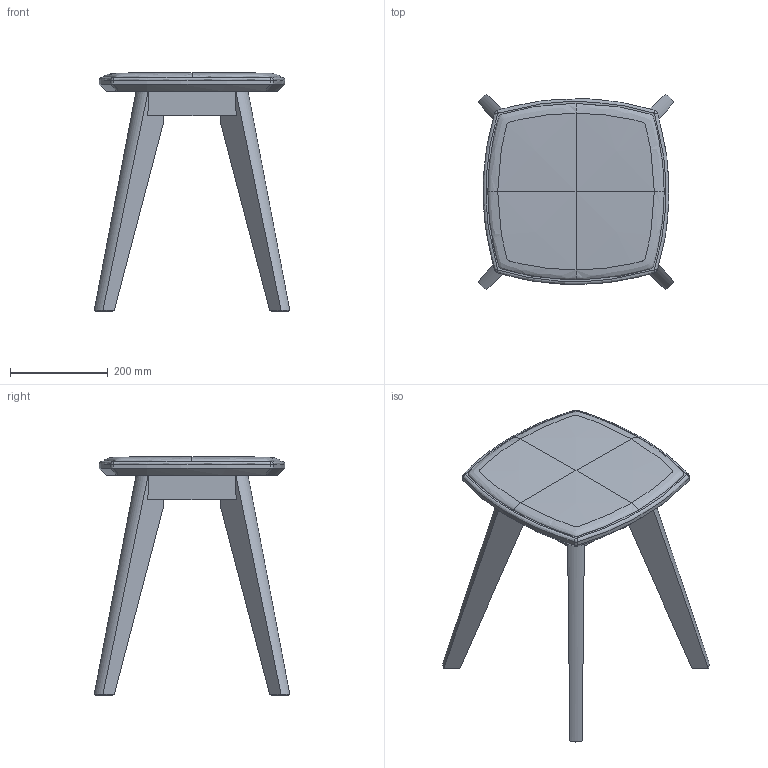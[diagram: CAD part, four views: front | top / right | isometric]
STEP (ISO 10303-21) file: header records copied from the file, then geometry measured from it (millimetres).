
FILE_DESCRIPTION(/* description */ (''),/* implementation_level */ '2;1');
FILE_NAME(/* name */ 'WITTYW~1',/* time_stamp */ '2017-10-02T15:39:40+02:00',/* author */ (''),/* organization */ (''),/* preprocessor_version */ 'ST-DEVELOPER v15',/* originating_system */ '',/* authorisation */ '');
FILE_SCHEMA (('CONFIG_CONTROL_DESIGN'));
Length unit declared in the file: millimetre
Products named in the file (1): Document
Bounding box: 399.54 x 399.54 x 488 mm (x, y, z)
Volume: 7611770 mm3; surface area: 879926.5 mm2
Topology: 13 solids, 14 shells, 126 faces, 263 edges, 167 vertices
Faces by surface type: plane 74, bspline 52
Entity records: 4202 total; most frequent: CARTESIAN_POINT 2369, ORIENTED_EDGE 516, EDGE_CURVE 260, VERTEX_POINT 161, B_SPLINE_CURVE_WITH_KNOTS 159, ADVANCED_FACE 126, FACE_OUTER_BOUND 126, EDGE_LOOP 126
